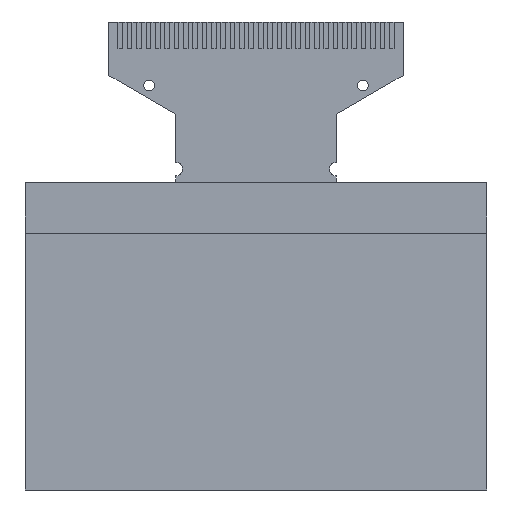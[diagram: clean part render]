
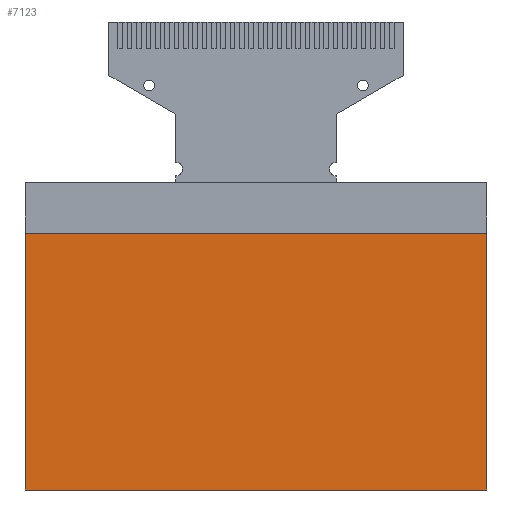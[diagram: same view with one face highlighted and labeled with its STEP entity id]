
A CAD part, front view. The second image highlights one B-rep face of the part: STEP entity #7123.
In plain terms, the highlighted planar face has unit normal (0, -1, 0).
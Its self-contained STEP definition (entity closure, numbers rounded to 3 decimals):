
#305 = ORIENTED_EDGE ( 'NONE', *, *, #26336, .F. ) ;
#572 = VECTOR ( 'NONE', #31760, 1000. ) ;
#2971 = CARTESIAN_POINT ( 'NONE',  ( 34.5, 0., 0. ) ) ;
#4393 = VERTEX_POINT ( 'NONE', #2971 ) ;
#4986 = CARTESIAN_POINT ( 'NONE',  ( 0., 0., 19.2 ) ) ;
#5197 = CARTESIAN_POINT ( 'NONE',  ( 34.5, 0., 19.2 ) ) ;
#6667 = LINE ( 'NONE', #9211, #27025 ) ;
#7123 = ADVANCED_FACE ( 'NONE', ( #25391 ), #30662, .F. ) ;
#7492 = CARTESIAN_POINT ( 'NONE',  ( 0., 0., 0. ) ) ;
#7537 = LINE ( 'NONE', #20361, #21250 ) ;
#9014 = EDGE_CURVE ( 'NONE', #29955, #4393, #7537, .T. ) ;
#9211 = CARTESIAN_POINT ( 'NONE',  ( 0., 0., 0. ) ) ;
#9307 = EDGE_LOOP ( 'NONE', ( #29079, #27483, #24294, #305 ) ) ;
#11946 = EDGE_CURVE ( 'NONE', #12467, #28272, #28742, .T. ) ;
#12460 = DIRECTION ( 'NONE',  ( 0., 1., 0. ) ) ;
#12467 = VERTEX_POINT ( 'NONE', #20077 ) ;
#13136 = AXIS2_PLACEMENT_3D ( 'NONE', #7492, #12460, #28108 ) ;
#15426 = DIRECTION ( 'NONE',  ( 1., 0., 0. ) ) ;
#17965 = DIRECTION ( 'NONE',  ( 0., 0., -1. ) ) ;
#20077 = CARTESIAN_POINT ( 'NONE',  ( 0., 0., 0. ) ) ;
#20361 = CARTESIAN_POINT ( 'NONE',  ( 34.5, 0., 0. ) ) ;
#20541 = LINE ( 'NONE', #31203, #21023 ) ;
#21023 = VECTOR ( 'NONE', #15426, 1000. ) ;
#21250 = VECTOR ( 'NONE', #17965, 1000. ) ;
#23962 = CARTESIAN_POINT ( 'NONE',  ( 0., 0., 0. ) ) ;
#24294 = ORIENTED_EDGE ( 'NONE', *, *, #9014, .F. ) ;
#24357 = DIRECTION ( 'NONE',  ( -1., 0., 0. ) ) ;
#25391 = FACE_OUTER_BOUND ( 'NONE', #9307, .T. ) ;
#26336 = EDGE_CURVE ( 'NONE', #28272, #29955, #20541, .T. ) ;
#27025 = VECTOR ( 'NONE', #24357, 1000. ) ;
#27483 = ORIENTED_EDGE ( 'NONE', *, *, #30006, .F. ) ;
#28108 = DIRECTION ( 'NONE',  ( 0., 0., 1. ) ) ;
#28272 = VERTEX_POINT ( 'NONE', #4986 ) ;
#28742 = LINE ( 'NONE', #23962, #572 ) ;
#29079 = ORIENTED_EDGE ( 'NONE', *, *, #11946, .F. ) ;
#29955 = VERTEX_POINT ( 'NONE', #5197 ) ;
#30006 = EDGE_CURVE ( 'NONE', #4393, #12467, #6667, .T. ) ;
#30662 = PLANE ( 'NONE',  #13136 ) ;
#31203 = CARTESIAN_POINT ( 'NONE',  ( 0., 0., 19.2 ) ) ;
#31760 = DIRECTION ( 'NONE',  ( 0., 0., 1. ) ) ;
